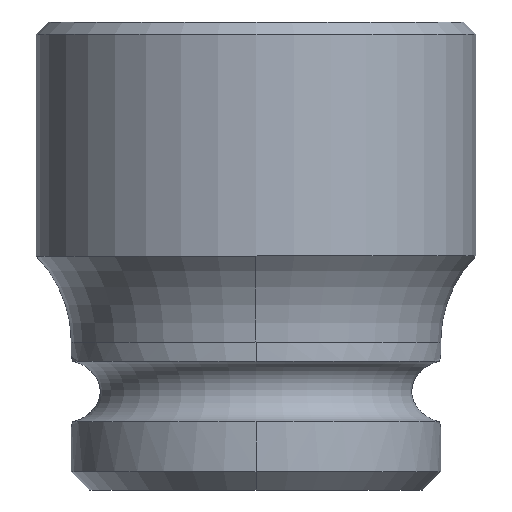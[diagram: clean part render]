
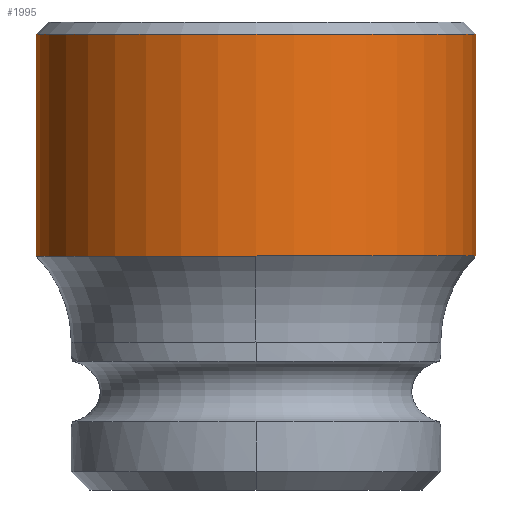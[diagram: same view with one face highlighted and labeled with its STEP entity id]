
A CAD part, left-side view. The second image highlights one B-rep face of the part: STEP entity #1995.
In plain terms, the highlighted cylindrical face has radius 17.85 mm (diameter 35.7 mm), a partial arc.
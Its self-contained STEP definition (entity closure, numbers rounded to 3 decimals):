
#430=DIRECTION('',(0.,0.,1.));
#431=VECTOR('',#430,18.);
#432=CARTESIAN_POINT('',(0.,17.85,19.));
#433=LINE('',#432,#431);
#434=DIRECTION('',(0.,0.,1.));
#435=VECTOR('',#434,18.);
#436=CARTESIAN_POINT('',(0.,-17.85,19.));
#437=LINE('',#436,#435);
#902=CARTESIAN_POINT('',(0.,0.,37.));
#903=DIRECTION('',(0.,0.,1.));
#904=DIRECTION('',(0.,1.,0.));
#905=AXIS2_PLACEMENT_3D('',#902,#903,#904);
#907=CARTESIAN_POINT('',(0.,0.,19.));
#908=DIRECTION('',(0.,0.,1.));
#909=DIRECTION('',(-1.,0.,0.));
#910=AXIS2_PLACEMENT_3D('',#907,#908,#909);
#912=CARTESIAN_POINT('',(0.,0.,19.));
#913=DIRECTION('',(0.,0.,1.));
#914=DIRECTION('',(0.,1.,0.));
#915=AXIS2_PLACEMENT_3D('',#912,#913,#914);
#1016=CARTESIAN_POINT('',(0.,17.85,19.));
#1017=CARTESIAN_POINT('',(-17.85,0.,19.));
#1018=VERTEX_POINT('',#1016);
#1019=VERTEX_POINT('',#1017);
#1024=CARTESIAN_POINT('',(0.,-17.85,19.));
#1025=VERTEX_POINT('',#1024);
#1057=CARTESIAN_POINT('',(0.,-17.85,37.));
#1058=CARTESIAN_POINT('',(0.,17.85,37.));
#1059=VERTEX_POINT('',#1057);
#1060=VERTEX_POINT('',#1058);
#1983=CARTESIAN_POINT('',(0.,0.,18.05));
#1984=DIRECTION('',(0.,0.,1.));
#1985=DIRECTION('',(0.,1.,0.));
#1986=AXIS2_PLACEMENT_3D('',#1983,#1984,#1985);
#1987=CYLINDRICAL_SURFACE('',#1986,17.85);
#1988=ORIENTED_EDGE('',*,*,#1977,.T.);
#1989=ORIENTED_EDGE('',*,*,#1391,.F.);
#1990=ORIENTED_EDGE('',*,*,#1358,.F.);
#1991=ORIENTED_EDGE('',*,*,#1372,.F.);
#1992=ORIENTED_EDGE('',*,*,#1388,.T.);
#1993=EDGE_LOOP('',(#1988,#1989,#1990,#1991,#1992));
#1994=FACE_OUTER_BOUND('',#1993,.F.);
#1995=ADVANCED_FACE('',(#1994),#1987,.T.);
#906=CIRCLE('',#905,17.85);
#911=CIRCLE('',#910,17.85);
#916=CIRCLE('',#915,17.85);
#1358=EDGE_CURVE('',#1019,#1025,#911,.T.);
#1372=EDGE_CURVE('',#1018,#1019,#916,.T.);
#1388=EDGE_CURVE('',#1018,#1060,#433,.T.);
#1391=EDGE_CURVE('',#1025,#1059,#437,.T.);
#1977=EDGE_CURVE('',#1060,#1059,#906,.T.);
